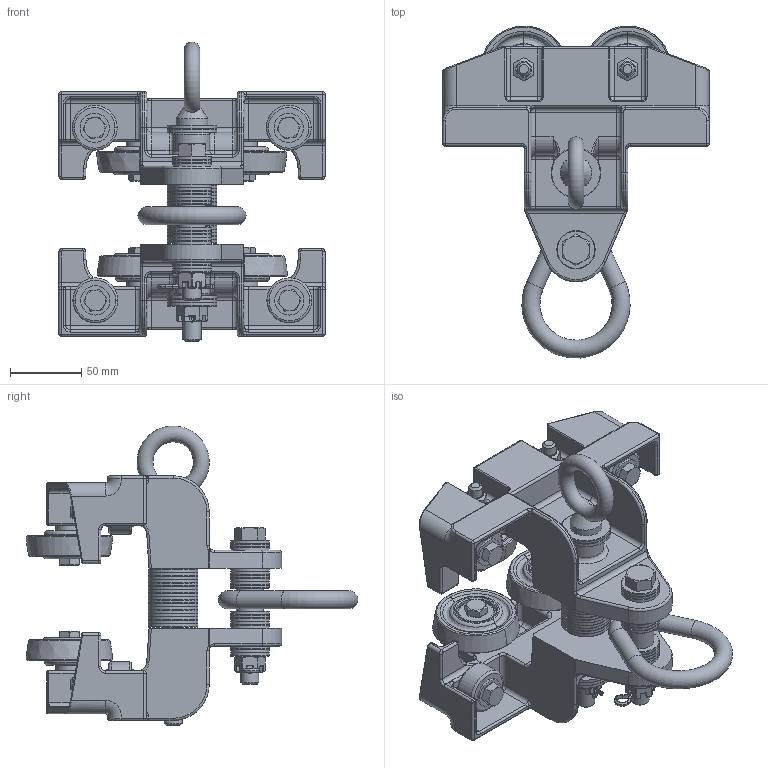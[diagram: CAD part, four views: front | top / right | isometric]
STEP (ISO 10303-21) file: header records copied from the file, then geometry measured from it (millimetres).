
FILE_DESCRIPTION((''),'2;1');
FILE_NAME('10351.stp','2009-10-20T07:07:41',('jholman'),(''),'Autodesk Inventor 2009','Autodesk Inventor 2009','');
FILE_SCHEMA(('AUTOMOTIVE_DESIGN { 1 0 10303 214 1 1 1 1 }'));
Length unit declared in the file: inch
Products named in the file (24): 3D116ZB4D; 3D112ZB4B; Welds_2; 3D110ZB4B; 3D11OYB4A; 3D11TVB4B; 3D1153B4A; 3D11K3B4A; 3D11L3B4B; 3D11RYB4B; 3D11X6B4A; Hex Bolt - UNC (Regular Thread - Inch) 3/8-16 UNC - 1.75; 3D11PYB4C; 3D1187B4C; 3D11V6B4B; 3D1196B4A; 3D1186B4D; Hex Nut - UNC (Regular Thread - Inch) 3/8 - 16; Hex Bolt - UNC (Regular Thread - Inch) 1/2-13 UNC - 4; Shoulder Pattern 2-A - UNC (Regular Thread - Inch) 1/2 - 13. Shoulder Pattern Type 2 - Style A; 3D11N3B4A; 3D11O3B4A; 3D10P3B4A; 3D11Y2B4A
Assembly tree (90 placements, depth 3):
  3D116ZB4D
    3D112ZB4B
      Welds_2
      3D110ZB4B
      3D11OYB4A
    3D11TVB4B  x4
    3D1153B4A  x4
    3D11K3B4A  x4
    3D11L3B4B  x4
    3D11RYB4B  x4
      3D11X6B4A
      3D1153B4A
      Hex Bolt - UNC (Regular Thread - Inch) 3/8-16 UNC - 1.75
    3D11PYB4C  x4
      3D1187B4C
      3D11V6B4B
      3D1196B4A
    3D1186B4D  x2
    Hex Nut - UNC (Regular Thread - Inch) 3/8 - 16  x8
    Hex Bolt - UNC (Regular Thread - Inch) 1/2-13 UNC - 4
    Shoulder Pattern 2-A - UNC (Regular Thread - Inch) 1/2 - 13. Shoulder Pattern Type 2 - Style A
    3D11N3B4A  x17
    3D11O3B4A  x2
    3D10P3B4A  x22
    3D11Y2B4A  x2
Bounding box: 187.32 x 233.56 x 211.03 mm (x, y, z)
Volume: 967061.2 mm3; surface area: 363135.9 mm2
Topology: 103 solids, 103 shells, 2989 faces, 6539 edges, 3556 vertices
Faces by surface type: cylinder 861, plane 597, bspline 546, torus 435, sphere 322, cone 228
Full cylindrical faces by diameter (mm): 3.969 x1, 9.525 x12, 9.855 x4, 9.922 x4, 12.7 x5, 13.081 x1, 14.288 x8, 19.05 x6, 22.352 x1, 25.4 x4, 26.988 x17, 28.6 x4, 34.925 x22
Entity records: 34275 total; most frequent: CARTESIAN_POINT 12059, DIRECTION 4851, ORIENTED_EDGE 4152, AXIS2_PLACEMENT_3D 2097, EDGE_CURVE 2076, VERTEX_POINT 1195, CIRCLE 1133, EDGE_LOOP 1103
